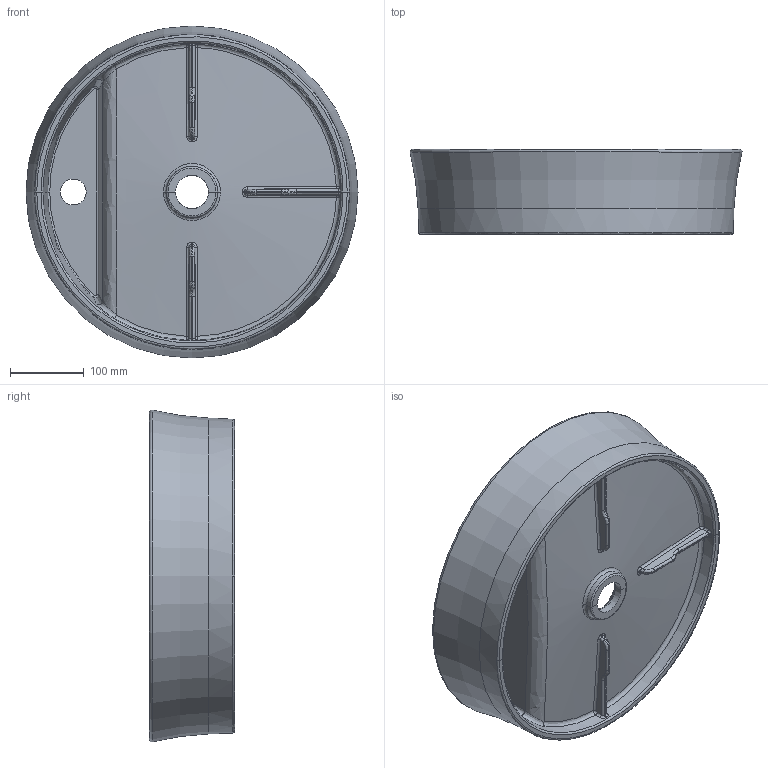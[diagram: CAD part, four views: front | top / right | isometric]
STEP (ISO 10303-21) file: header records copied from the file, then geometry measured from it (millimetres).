
FILE_DESCRIPTION(/* description */ (''),/* implementation_level */ '2;1');
FILE_NAME(/* name */ '1599 Sottile Round 45 lik reva w1.stp',/* time_stamp */ '2020-12-04T12:59:53+03:00',/* author */ (''),/* organization */ (''),/* preprocessor_version */ 'ST-DEVELOPER v16',/* originating_system */ 'SIEMENS PLM Software NX 11.0',/* authorisation */ '');
FILE_SCHEMA (('AUTOMOTIVE_DESIGN { 1 0 10303 214 3 1 1 1 }'));
Length unit declared in the file: millimetre
Products named in the file (1): Dell7598AF3Assjb
Bounding box: 449.9 x 115.21 x 449.9 mm (x, y, z)
Volume: 3679590.7 mm3; surface area: 611597.3 mm2
Topology: 1 solids, 1 shells, 164 faces, 379 edges, 214 vertices
Faces by surface type: bspline 138, torus 9, plane 8, cone 4, cylinder 3, extrusion 2
Full cylindrical faces by diameter (mm): 35 x1
Entity records: 9357 total; most frequent: CARTESIAN_POINT 6698, ORIENTED_EDGE 716, EDGE_CURVE 358, DIRECTION 275, B_SPLINE_CURVE_WITH_KNOTS 242, VERTEX_POINT 207, EDGE_LOOP 177, ADVANCED_FACE 163
